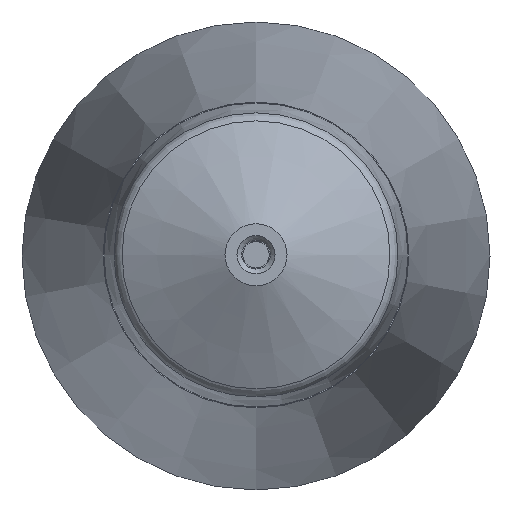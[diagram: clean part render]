
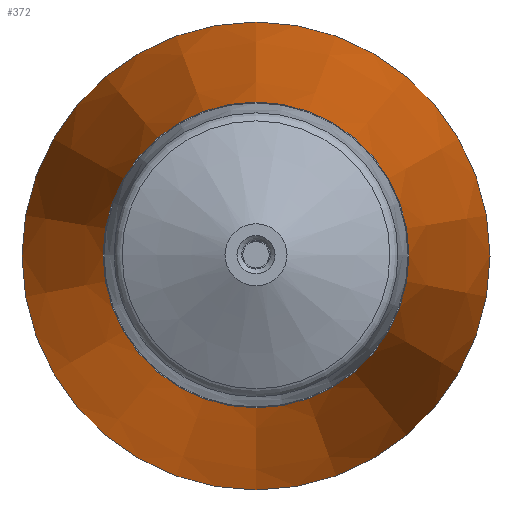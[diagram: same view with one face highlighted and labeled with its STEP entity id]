
A CAD part, top view. The second image highlights one B-rep face of the part: STEP entity #372.
In plain terms, the highlighted conical face has half-angle 7.997 degrees and reference radius 40.55 mm.
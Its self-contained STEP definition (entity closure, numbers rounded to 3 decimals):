
#23=CONICAL_SURFACE('',#453,40.55,0.14);
#47=LINE('',#693,#62);
#62=VECTOR('',#584,40.55);
#94=FACE_OUTER_BOUND('',#129,.T.);
#129=EDGE_LOOP('',(#327,#328,#329,#330));
#162=CIRCLE('',#451,49.05);
#164=CIRCLE('',#454,32.05);
#193=VERTEX_POINT('',#687);
#195=VERTEX_POINT('',#692);
#238=EDGE_CURVE('',#193,#193,#162,.T.);
#240=EDGE_CURVE('',#193,#195,#47,.T.);
#241=EDGE_CURVE('',#195,#195,#164,.T.);
#327=ORIENTED_EDGE('',*,*,#238,.T.);
#328=ORIENTED_EDGE('',*,*,#240,.T.);
#329=ORIENTED_EDGE('',*,*,#241,.F.);
#330=ORIENTED_EDGE('',*,*,#240,.F.);
#372=ADVANCED_FACE('',(#94),#23,.T.);
#451=AXIS2_PLACEMENT_3D('',#688,#578,#579);
#453=AXIS2_PLACEMENT_3D('',#691,#582,#583);
#454=AXIS2_PLACEMENT_3D('',#694,#585,#586);
#578=DIRECTION('center_axis',(0.,0.,1.));
#579=DIRECTION('ref_axis',(0.,-1.,0.));
#582=DIRECTION('center_axis',(0.,0.,-1.));
#583=DIRECTION('ref_axis',(0.,-1.,0.));
#584=DIRECTION('',(0.,-0.139,0.99));
#585=DIRECTION('center_axis',(0.,0.,1.));
#586=DIRECTION('ref_axis',(0.,-1.,0.));
#687=CARTESIAN_POINT('',(-4.772,47.192,-386.086));
#688=CARTESIAN_POINT('Origin',(-4.772,-1.858,-386.086));
#691=CARTESIAN_POINT('Origin',(-4.772,-1.858,-325.586));
#692=CARTESIAN_POINT('',(-4.772,30.192,-265.086));
#693=CARTESIAN_POINT('',(-4.772,38.692,-325.586));
#694=CARTESIAN_POINT('Origin',(-4.772,-1.858,-265.086));
